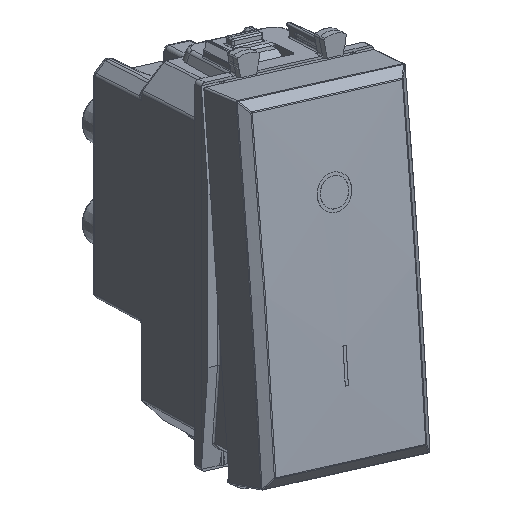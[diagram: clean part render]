
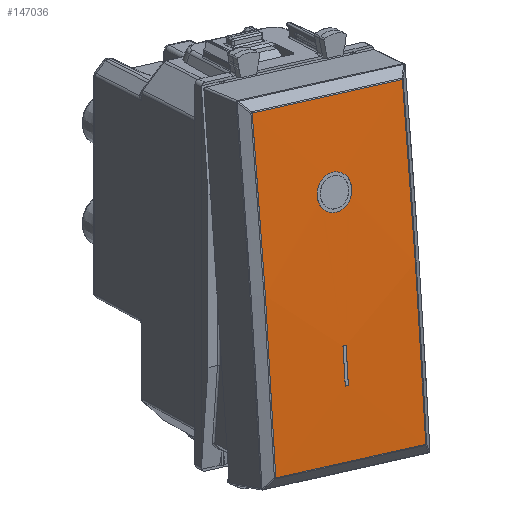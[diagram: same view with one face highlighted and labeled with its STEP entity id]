
A CAD part, top view. The second image highlights one B-rep face of the part: STEP entity #147036.
In plain terms, the highlighted cylindrical face has radius 791.456 mm (diameter 1582.91 mm), a partial arc.
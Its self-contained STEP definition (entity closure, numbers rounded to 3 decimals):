
#146702=CARTESIAN_POINT('Vertex',(9.75,-20.496,15.335)) ;
#146725=CARTESIAN_POINT('Vertex',(-9.75,-20.496,15.335)) ;
#146728=CARTESIAN_POINT('Line Origine',(0.,-20.496,15.335)) ;
#146798=CARTESIAN_POINT('Vertex',(-9.75,20.496,15.335)) ;
#146802=CARTESIAN_POINT('Control Point',(-9.75,-20.496,15.335)) ;
#146803=CARTESIAN_POINT('Control Point',(-9.745,-12.299,15.547)) ;
#146804=CARTESIAN_POINT('Control Point',(-9.742,-4.1,15.653)) ;
#146805=CARTESIAN_POINT('Control Point',(-9.742,4.1,15.653)) ;
#146806=CARTESIAN_POINT('Control Point',(-9.745,12.299,15.547)) ;
#146807=CARTESIAN_POINT('Control Point',(-9.75,20.496,15.335)) ;
#146841=CARTESIAN_POINT('Vertex',(9.75,20.496,15.335)) ;
#146844=CARTESIAN_POINT('Line Origine',(0.,20.496,15.335)) ;
#146910=CARTESIAN_POINT('Control Point',(9.75,-20.496,15.335)) ;
#146911=CARTESIAN_POINT('Control Point',(9.745,-12.299,15.547)) ;
#146912=CARTESIAN_POINT('Control Point',(9.742,-4.1,15.653)) ;
#146913=CARTESIAN_POINT('Control Point',(9.742,4.1,15.653)) ;
#146914=CARTESIAN_POINT('Control Point',(9.745,12.299,15.547)) ;
#146915=CARTESIAN_POINT('Control Point',(9.75,20.496,15.335)) ;
#146924=CARTESIAN_POINT('Axis2P3D Location',(0.,0.,-775.856)) ;
#146970=CARTESIAN_POINT('Control Point',(2.25,9.75,15.54)) ;
#146971=CARTESIAN_POINT('Control Point',(2.25,10.344,15.533)) ;
#146972=CARTESIAN_POINT('Control Point',(2.054,10.939,15.525)) ;
#146973=CARTESIAN_POINT('Control Point',(1.66,11.446,15.517)) ;
#146974=CARTESIAN_POINT('Control Point',(0.868,11.952,15.51)) ;
#146975=CARTESIAN_POINT('Control Point',(-0.032,12.03,15.509)) ;
#146976=CARTESIAN_POINT('Control Point',(-0.334,12.005,15.509)) ;
#146977=CARTESIAN_POINT('Control Point',(-1.139,11.802,15.512)) ;
#146978=CARTESIAN_POINT('Control Point',(-1.795,11.257,15.52)) ;
#146979=CARTESIAN_POINT('Control Point',(-2.099,10.794,15.527)) ;
#146980=CARTESIAN_POINT('Control Point',(-2.25,10.272,15.534)) ;
#146981=CARTESIAN_POINT('Control Point',(-2.25,9.75,15.54)) ;
#146982=CARTESIAN_POINT('Vertex',(2.25,9.75,15.54)) ;
#146984=CARTESIAN_POINT('Vertex',(-2.25,9.75,15.54)) ;
#146988=CARTESIAN_POINT('Control Point',(-2.25,9.75,15.54)) ;
#146989=CARTESIAN_POINT('Control Point',(-2.25,9.082,15.548)) ;
#146990=CARTESIAN_POINT('Control Point',(-2.002,8.414,15.556)) ;
#146991=CARTESIAN_POINT('Control Point',(-1.504,7.871,15.561)) ;
#146992=CARTESIAN_POINT('Control Point',(-0.141,7.226,15.567)) ;
#146993=CARTESIAN_POINT('Control Point',(1.318,7.687,15.563)) ;
#146994=CARTESIAN_POINT('Control Point',(1.941,8.259,15.557)) ;
#146995=CARTESIAN_POINT('Control Point',(2.25,9.004,15.549)) ;
#146996=CARTESIAN_POINT('Control Point',(2.25,9.75,15.54)) ;
#147002=CARTESIAN_POINT('Axis2P3D Location',(-0.2,0.,-775.856)) ;
#147006=CARTESIAN_POINT('Vertex',(-0.2,-12.,15.509)) ;
#147008=CARTESIAN_POINT('Vertex',(-0.2,-7.5,15.564)) ;
#147011=CARTESIAN_POINT('Line Origine',(0.,-7.5,15.564)) ;
#147015=CARTESIAN_POINT('Vertex',(0.2,-7.5,15.564)) ;
#147018=CARTESIAN_POINT('Axis2P3D Location',(0.2,0.,-775.856)) ;
#147022=CARTESIAN_POINT('Vertex',(0.2,-12.,15.509)) ;
#147025=CARTESIAN_POINT('Line Origine',(0.,-12.,15.509)) ;
#146729=DIRECTION('Vector Direction',(1.,0.,0.)) ;
#146845=DIRECTION('Vector Direction',(1.,0.,0.)) ;
#146925=DIRECTION('Axis2P3D Direction',(-1.,0.,0.)) ;
#146926=DIRECTION('Axis2P3D XDirection',(0.,-0.028,1.)) ;
#147003=DIRECTION('Axis2P3D Direction',(-1.,0.,0.)) ;
#147012=DIRECTION('Vector Direction',(-1.,0.,0.)) ;
#147019=DIRECTION('Axis2P3D Direction',(-1.,0.,0.)) ;
#147026=DIRECTION('Vector Direction',(-1.,0.,0.)) ;
#146927=AXIS2_PLACEMENT_3D('Cylinder Axis2P3D',#146924,#146925,#146926) ;
#147004=AXIS2_PLACEMENT_3D('Circle Axis2P3D',#147002,#147003,$) ;
#147020=AXIS2_PLACEMENT_3D('Circle Axis2P3D',#147018,#147019,$) ;
#146964=ORIENTED_EDGE('',*,*,#146916,.T.) ;
#146965=ORIENTED_EDGE('',*,*,#146848,.T.) ;
#146966=ORIENTED_EDGE('',*,*,#146808,.T.) ;
#146967=ORIENTED_EDGE('',*,*,#146732,.T.) ;
#146999=ORIENTED_EDGE('',*,*,#146986,.F.) ;
#147000=ORIENTED_EDGE('',*,*,#146997,.F.) ;
#147031=ORIENTED_EDGE('',*,*,#147010,.T.) ;
#147032=ORIENTED_EDGE('',*,*,#147017,.T.) ;
#147033=ORIENTED_EDGE('',*,*,#147024,.T.) ;
#147034=ORIENTED_EDGE('',*,*,#147029,.T.) ;
#147001=FACE_BOUND('',#146998,.T.) ;
#147035=FACE_BOUND('',#147030,.T.) ;
#146730=VECTOR('Line Direction',#146729,1.) ;
#146846=VECTOR('Line Direction',#146845,1.) ;
#147013=VECTOR('Line Direction',#147012,1.) ;
#147027=VECTOR('Line Direction',#147026,1.) ;
#147036=ADVANCED_FACE('PartBody',(#146968,#147001,#147035),#146928,.T.) ;
#146801=B_SPLINE_CURVE_WITH_KNOTS('',5,(#146802,#146803,#146804,#146805,#146806,#146807),.UNSPECIFIED.,.F.,.U.,(6,6),(17.303,88.274),.UNSPECIFIED.) ;
#146909=B_SPLINE_CURVE_WITH_KNOTS('',5,(#146910,#146911,#146912,#146913,#146914,#146915),.UNSPECIFIED.,.F.,.U.,(6,6),(17.303,88.274),.UNSPECIFIED.) ;
#146969=B_SPLINE_CURVE_WITH_KNOTS('',5,(#146970,#146971,#146972,#146973,#146974,#146975,#146976,#146977,#146978,#146979,#146980,#146981),.UNSPECIFIED.,.F.,.U.,(6,3,3,6),(0.,4.204,6.307,9.997),.UNSPECIFIED.) ;
#146987=B_SPLINE_CURVE_WITH_KNOTS('',5,(#146988,#146989,#146990,#146991,#146992,#146993,#146994,#146995,#146996),.UNSPECIFIED.,.F.,.U.,(6,3,6),(9.997,14.72,19.993),.UNSPECIFIED.) ;
#147005=CIRCLE('generated circle',#147004,791.456) ;
#147021=CIRCLE('generated circle',#147020,791.456) ;
#146928=CYLINDRICAL_SURFACE('generated cylinder',#146927,791.456) ;
#146732=EDGE_CURVE('',#146726,#146703,#146731,.T.) ;
#146808=EDGE_CURVE('',#146799,#146726,#146801,.F.) ;
#146848=EDGE_CURVE('',#146842,#146799,#146847,.F.) ;
#146916=EDGE_CURVE('',#146703,#146842,#146909,.T.) ;
#146986=EDGE_CURVE('',#146983,#146985,#146969,.T.) ;
#146997=EDGE_CURVE('',#146985,#146983,#146987,.T.) ;
#147010=EDGE_CURVE('',#147007,#147009,#147005,.T.) ;
#147017=EDGE_CURVE('',#147009,#147016,#147014,.F.) ;
#147024=EDGE_CURVE('',#147016,#147023,#147021,.F.) ;
#147029=EDGE_CURVE('',#147023,#147007,#147028,.T.) ;
#146963=EDGE_LOOP('',(#146964,#146965,#146966,#146967)) ;
#146998=EDGE_LOOP('',(#146999,#147000)) ;
#147030=EDGE_LOOP('',(#147031,#147032,#147033,#147034)) ;
#146968=FACE_OUTER_BOUND('',#146963,.T.) ;
#146731=LINE('Line',#146728,#146730) ;
#146847=LINE('Line',#146844,#146846) ;
#147014=LINE('Line',#147011,#147013) ;
#147028=LINE('Line',#147025,#147027) ;
#146703=VERTEX_POINT('',#146702) ;
#146726=VERTEX_POINT('',#146725) ;
#146799=VERTEX_POINT('',#146798) ;
#146842=VERTEX_POINT('',#146841) ;
#146983=VERTEX_POINT('',#146982) ;
#146985=VERTEX_POINT('',#146984) ;
#147007=VERTEX_POINT('',#147006) ;
#147009=VERTEX_POINT('',#147008) ;
#147016=VERTEX_POINT('',#147015) ;
#147023=VERTEX_POINT('',#147022) ;
